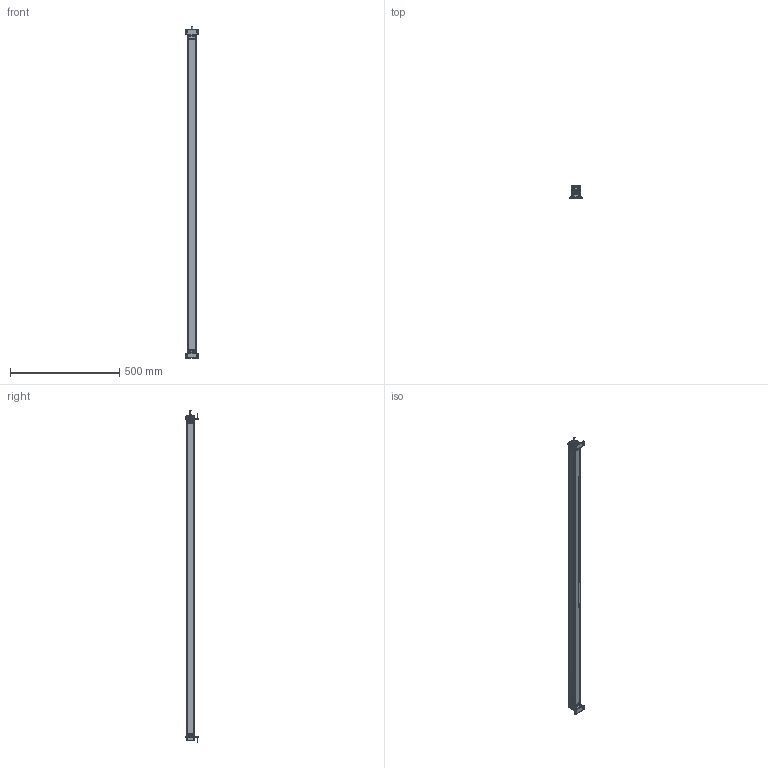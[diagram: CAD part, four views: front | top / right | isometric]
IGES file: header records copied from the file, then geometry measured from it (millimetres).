
Start section:  PTC IGES file: 199861.igs
Global section: file name: 199861.igs; native system: Creo Parametric by PTC Inc.; preprocessor: 2016260; author: pdmadmin; organization: Unknown; date: 20170420.125740; units: millimetre
Bounding box: 59.44 x 56.08 x 1520.11 mm (x, y, z)
Volume: 672075.9 mm3; surface area: 2929221.3 mm2
Topology: 39 solids, 42 shells, 3888 faces, 20126 edges, 25375 vertices
Faces by surface type: bspline 2064, revolution 1820, extrusion 4
